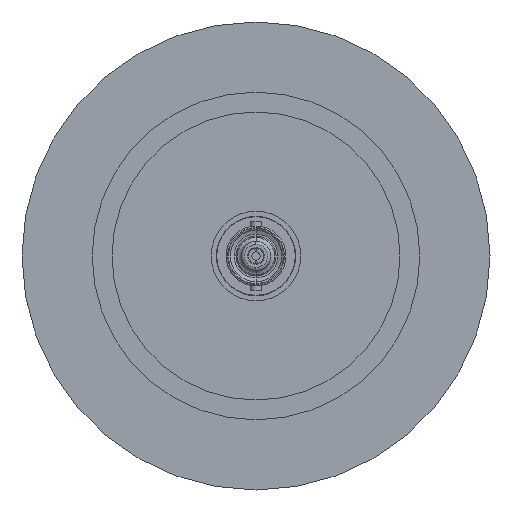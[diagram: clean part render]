
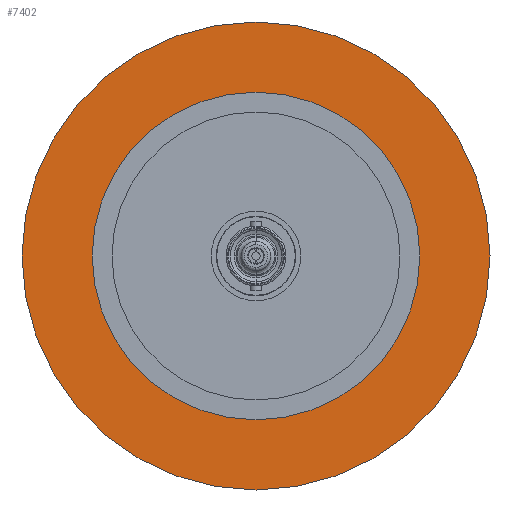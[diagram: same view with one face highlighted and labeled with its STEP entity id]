
A CAD part, front view. The second image highlights one B-rep face of the part: STEP entity #7402.
In plain terms, the highlighted planar face has unit normal (0, -1, 0).
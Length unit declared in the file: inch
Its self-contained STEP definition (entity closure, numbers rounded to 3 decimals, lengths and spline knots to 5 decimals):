
#13 = CARTESIAN_POINT ( 'NONE',  ( -1.475, -0.87271, 0. ) ) ;
#16 = PLANE ( 'NONE',  #7669 ) ;
#18 = DIRECTION ( 'NONE',  ( 0., -1., 0. ) ) ;
#19 = DIRECTION ( 'NONE',  ( 0., 0., -1. ) ) ;
#876 = DIRECTION ( 'NONE',  ( 0., 0., 1. ) ) ;
#877 = DIRECTION ( 'NONE',  ( 0., 1., 0. ) ) ;
#878 = CARTESIAN_POINT ( 'NONE',  ( 0., -0.87271, 0. ) ) ;
#994 = DIRECTION ( 'NONE',  ( 0., 1., 0. ) ) ;
#1001 = CARTESIAN_POINT ( 'NONE',  ( 0., -0.87271, 0. ) ) ;
#1004 = DIRECTION ( 'NONE',  ( 0., 0., 1. ) ) ;
#1221 = AXIS2_PLACEMENT_3D ( 'NONE', #1001, #994, #1004 ) ;
#1227 = AXIS2_PLACEMENT_3D ( 'NONE', #878, #877, #876 ) ;
#2363 = CARTESIAN_POINT ( 'NONE',  ( 0., -0.87271, -1.0325 ) ) ;
#2448 = CARTESIAN_POINT ( 'NONE',  ( 0., -0.87271, -1.475 ) ) ;
#2464 = CARTESIAN_POINT ( 'NONE',  ( 0., -0.87271, 1.0325 ) ) ;
#2843 = ORIENTED_EDGE ( 'NONE', *, *, #8948, .T. ) ;
#2853 = ORIENTED_EDGE ( 'NONE', *, *, #4489, .T. ) ;
#3580 = FACE_BOUND ( 'NONE', #7190, .T. ) ;
#3582 = FACE_OUTER_BOUND ( 'NONE', #7062, .T. ) ;
#4402 = CIRCLE ( 'NONE', #7746, 1.475 ) ;
#4441 = CIRCLE ( 'NONE', #7738, 1.0325 ) ;
#4477 = EDGE_CURVE ( 'NONE', #6965, #5863, #7604, .T. ) ;
#4489 = EDGE_CURVE ( 'NONE', #5749, #5885, #7550, .T. ) ;
#5749 = VERTEX_POINT ( 'NONE', #2363 ) ;
#5863 = VERTEX_POINT ( 'NONE', #2448 ) ;
#5885 = VERTEX_POINT ( 'NONE', #2464 ) ;
#6922 = ORIENTED_EDGE ( 'NONE', *, *, #4477, .F. ) ;
#6965 = VERTEX_POINT ( 'NONE', #8328 ) ;
#7062 = EDGE_LOOP ( 'NONE', ( #6922, #7157 ) ) ;
#7157 = ORIENTED_EDGE ( 'NONE', *, *, #8966, .F. ) ;
#7190 = EDGE_LOOP ( 'NONE', ( #2843, #2853 ) ) ;
#7402 = ADVANCED_FACE ( 'NONE', ( #3580, #3582 ), #16, .T. ) ;
#7550 = CIRCLE ( 'NONE', #1227, 1.0325 ) ;
#7604 = CIRCLE ( 'NONE', #1221, 1.475 ) ;
#7669 = AXIS2_PLACEMENT_3D ( 'NONE', #13, #18, #19 ) ;
#7738 = AXIS2_PLACEMENT_3D ( 'NONE', #7825, #7826, #7827 ) ;
#7746 = AXIS2_PLACEMENT_3D ( 'NONE', #7853, #7854, #7855 ) ;
#7825 = CARTESIAN_POINT ( 'NONE',  ( 0., -0.87271, 0. ) ) ;
#7826 = DIRECTION ( 'NONE',  ( 0., 1., 0. ) ) ;
#7827 = DIRECTION ( 'NONE',  ( 0., 0., 1. ) ) ;
#7853 = CARTESIAN_POINT ( 'NONE',  ( 0., -0.87271, 0. ) ) ;
#7854 = DIRECTION ( 'NONE',  ( 0., 1., 0. ) ) ;
#7855 = DIRECTION ( 'NONE',  ( 0., 0., 1. ) ) ;
#8328 = CARTESIAN_POINT ( 'NONE',  ( 0., -0.87271, 1.475 ) ) ;
#8948 = EDGE_CURVE ( 'NONE', #5885, #5749, #4441, .T. ) ;
#8966 = EDGE_CURVE ( 'NONE', #5863, #6965, #4402, .T. ) ;
